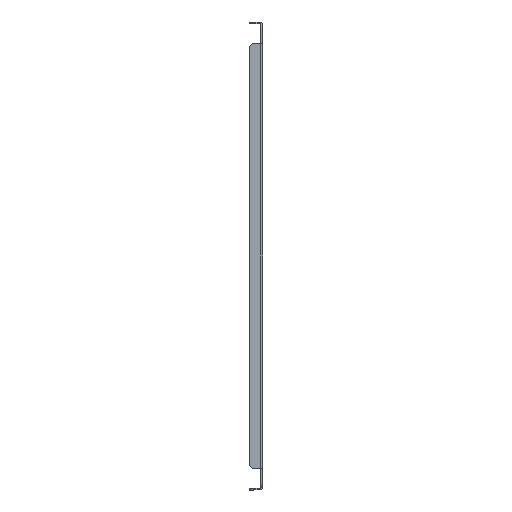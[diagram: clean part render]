
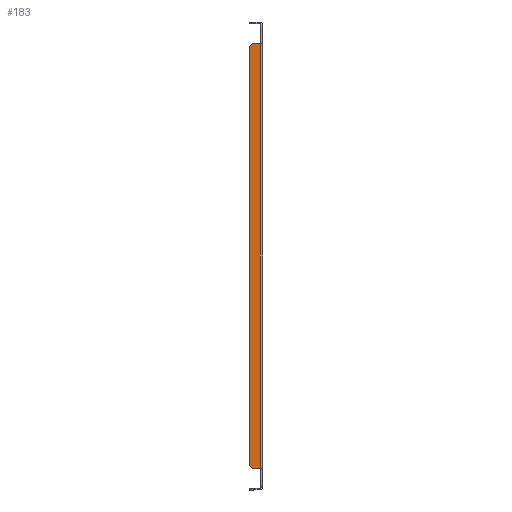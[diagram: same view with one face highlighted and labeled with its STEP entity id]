
A CAD part, left-side view. The second image highlights one B-rep face of the part: STEP entity #183.
In plain terms, the highlighted planar face has unit normal (-1, 0, 0).
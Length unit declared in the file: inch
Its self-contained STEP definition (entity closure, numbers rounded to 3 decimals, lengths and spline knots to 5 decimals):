
#35 = DIRECTION ( 'NONE',  ( 0., 0., 1. ) ) ;
#53 = PLANE ( 'NONE',  #1158 ) ;
#71 = DIRECTION ( 'NONE',  ( 0., 0., 1. ) ) ;
#183 = ADVANCED_FACE ( 'NONE', ( #1052 ), #53, .F. ) ;
#195 = CARTESIAN_POINT ( 'NONE',  ( -19.5, 0.75, -11.99842 ) ) ;
#215 = CARTESIAN_POINT ( 'NONE',  ( -19.5, 0.75, 13.375 ) ) ;
#280 = EDGE_CURVE ( 'NONE', #1985, #1696, #712, .T. ) ;
#295 = EDGE_CURVE ( 'NONE', #733, #1985, #1699, .T. ) ;
#338 = CARTESIAN_POINT ( 'NONE',  ( -19.5, 0.125, -12.24842 ) ) ;
#377 = DIRECTION ( 'NONE',  ( 1., 0., 0. ) ) ;
#431 = ORIENTED_EDGE ( 'NONE', *, *, #807, .F. ) ;
#521 = LINE ( 'NONE', #1583, #1367 ) ;
#538 = VECTOR ( 'NONE', #1253, 39.37008 ) ;
#571 = AXIS2_PLACEMENT_3D ( 'NONE', #1960, #1798, #71 ) ;
#572 = AXIS2_PLACEMENT_3D ( 'NONE', #1489, #377, #35 ) ;
#593 = ORIENTED_EDGE ( 'NONE', *, *, #1221, .F. ) ;
#620 = DIRECTION ( 'NONE',  ( 0., 1., 0. ) ) ;
#626 = ORIENTED_EDGE ( 'NONE', *, *, #295, .F. ) ;
#631 = VECTOR ( 'NONE', #1175, 39.37008 ) ;
#654 = ORIENTED_EDGE ( 'NONE', *, *, #1916, .T. ) ;
#712 = CIRCLE ( 'NONE', #571, 0.25 ) ;
#733 = VERTEX_POINT ( 'NONE', #195 ) ;
#769 = CARTESIAN_POINT ( 'NONE',  ( -19.5, 0.125, 12.24842 ) ) ;
#807 = EDGE_CURVE ( 'NONE', #1826, #733, #1355, .T. ) ;
#837 = DIRECTION ( 'NONE',  ( 0., 1., 0. ) ) ;
#872 = CARTESIAN_POINT ( 'NONE',  ( -19.5, 0.125, 12.24842 ) ) ;
#897 = VERTEX_POINT ( 'NONE', #769 ) ;
#1037 = ORIENTED_EDGE ( 'NONE', *, *, #1931, .T. ) ;
#1046 = CARTESIAN_POINT ( 'NONE',  ( -19.5, 0.5, -12.24842 ) ) ;
#1052 = FACE_OUTER_BOUND ( 'NONE', #1365, .T. ) ;
#1074 = LINE ( 'NONE', #1094, #538 ) ;
#1094 = CARTESIAN_POINT ( 'NONE',  ( -19.5, 0.125, -12.24842 ) ) ;
#1111 = CARTESIAN_POINT ( 'NONE',  ( -19.5, 0.75, 11.99842 ) ) ;
#1138 = VERTEX_POINT ( 'NONE', #338 ) ;
#1158 = AXIS2_PLACEMENT_3D ( 'NONE', #1459, #1465, #837 ) ;
#1175 = DIRECTION ( 'NONE',  ( 0., 0., 1. ) ) ;
#1221 = EDGE_CURVE ( 'NONE', #897, #1138, #1591, .T. ) ;
#1253 = DIRECTION ( 'NONE',  ( 0., -1., 0. ) ) ;
#1355 = CIRCLE ( 'NONE', #572, 0.25 ) ;
#1365 = EDGE_LOOP ( 'NONE', ( #431, #654, #593, #1037, #1846, #626 ) ) ;
#1367 = VECTOR ( 'NONE', #620, 39.37008 ) ;
#1459 = CARTESIAN_POINT ( 'NONE',  ( -19.5, 0.09379, 13.375 ) ) ;
#1465 = DIRECTION ( 'NONE',  ( 1., 0., 0. ) ) ;
#1489 = CARTESIAN_POINT ( 'NONE',  ( -19.5, 0.5, -11.99842 ) ) ;
#1583 = CARTESIAN_POINT ( 'NONE',  ( -19.5, 0.125, 12.24842 ) ) ;
#1591 = LINE ( 'NONE', #872, #1813 ) ;
#1696 = VERTEX_POINT ( 'NONE', #1919 ) ;
#1699 = LINE ( 'NONE', #215, #631 ) ;
#1797 = DIRECTION ( 'NONE',  ( 0., 0., -1. ) ) ;
#1798 = DIRECTION ( 'NONE',  ( 1., 0., 0. ) ) ;
#1813 = VECTOR ( 'NONE', #1797, 39.37008 ) ;
#1826 = VERTEX_POINT ( 'NONE', #1046 ) ;
#1846 = ORIENTED_EDGE ( 'NONE', *, *, #280, .F. ) ;
#1916 = EDGE_CURVE ( 'NONE', #1826, #1138, #1074, .T. ) ;
#1919 = CARTESIAN_POINT ( 'NONE',  ( -19.5, 0.5, 12.24842 ) ) ;
#1931 = EDGE_CURVE ( 'NONE', #897, #1696, #521, .T. ) ;
#1960 = CARTESIAN_POINT ( 'NONE',  ( -19.5, 0.5, 11.99842 ) ) ;
#1985 = VERTEX_POINT ( 'NONE', #1111 ) ;
